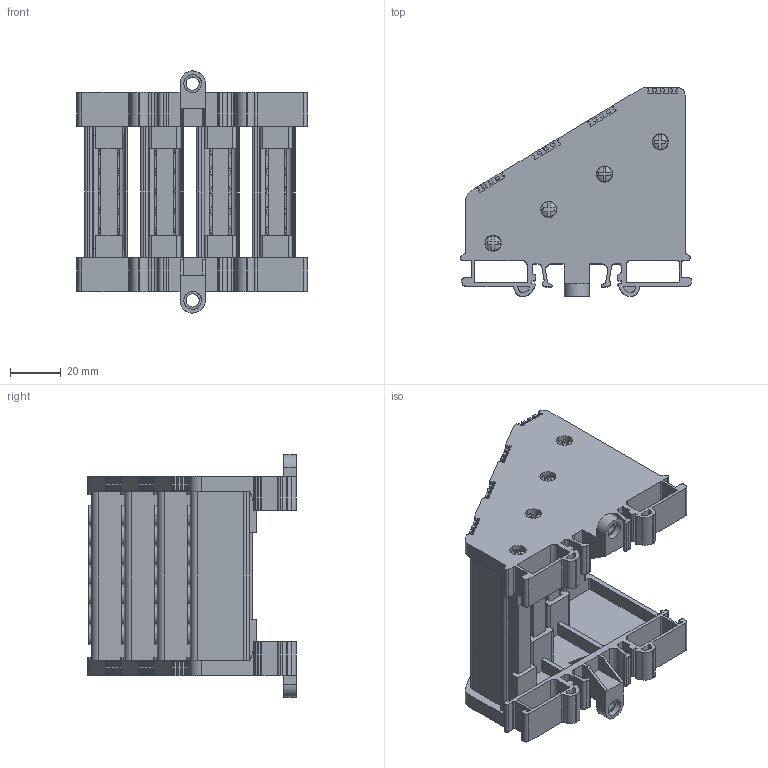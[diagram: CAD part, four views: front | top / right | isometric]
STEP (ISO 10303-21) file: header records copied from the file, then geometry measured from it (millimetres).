
FILE_DESCRIPTION (( 'STEP AP203' ), '1' );
FILE_NAME ('7x12 Dört Kutuplu Daðýtýcý Ünite - 7 Delikli ( Yüksek Tip).STEP', '2019-01-22T05:40:52', ( '' ), ( '' ), 'SwSTEP 2.0', 'SolidWorks 2011', '' );
FILE_SCHEMA (( 'CONFIG_CONTROL_DESIGN' ));
Products named in the file (1): 7x12 Dört Kutuplu Daðýtýcý Ünite - 7 Delikli ( Yüksek Tip)
Bounding box: 90.97 x 82.3 x 95.48 mm (x, y, z)
Volume: 108668.9 mm3; surface area: 84700.5 mm2
Topology: 1 solids, 15 shells, 3203 faces, 9761 edges, 6654 vertices
Faces by surface type: plane 1700, cylinder 1091, cone 328, bspline 64, torus 20
Entity records: 140568 total; most frequent: CARTESIAN_POINT 62488, ORIENTED_EDGE 19522, DIRECTION 11169, EDGE_CURVE 9761, VERTEX_POINT 6654, B_SPLINE_CURVE_WITH_KNOTS 4969, LINE 4695, VECTOR 4695
